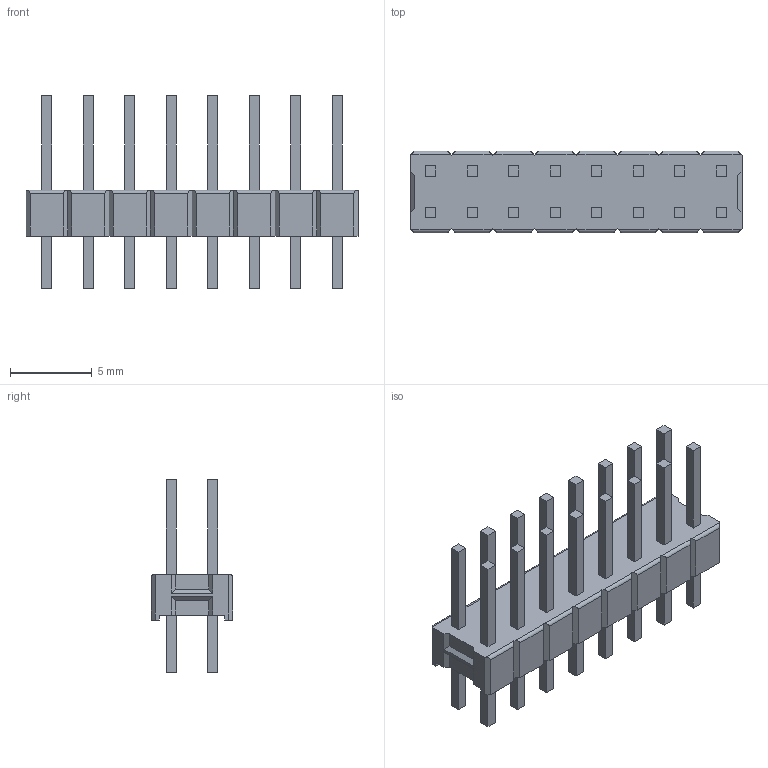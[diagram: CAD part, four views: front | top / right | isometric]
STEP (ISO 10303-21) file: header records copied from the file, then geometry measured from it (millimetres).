
FILE_DESCRIPTION(('STEP AP214'),'1');
FILE_NAME('826656-8.stp','2020-08-31T19:21:32',('TraceParts'),('TraceParts S.A.'),'Spatial InterOp 3D',' ',' ');
FILE_SCHEMA(('AUTOMOTIVE_DESIGN { 1 0 10303 214 1 1 1 1 }'));
Length unit declared in the file: millimetre
Products named in the file (1): 826656-8
Bounding box: 20.32 x 5 x 11.8 mm (x, y, z)
Volume: 313.7 mm3; surface area: 730.6 mm2
Topology: 1 solids, 1 shells, 248 faces, 642 edges, 428 vertices
Faces by surface type: plane 232, cylinder 16
Entity records: 7517 total; most frequent: CARTESIAN_POINT 1479, ORIENTED_EDGE 1284, DIRECTION 1108, EDGE_CURVE 642, LINE 610, VECTOR 610, VERTEX_POINT 428, EDGE_LOOP 280
